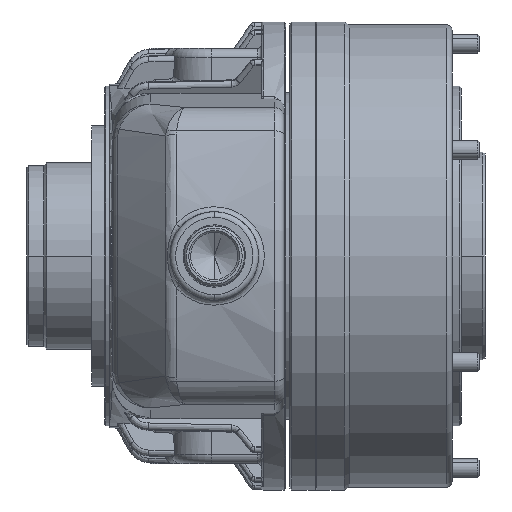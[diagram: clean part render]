
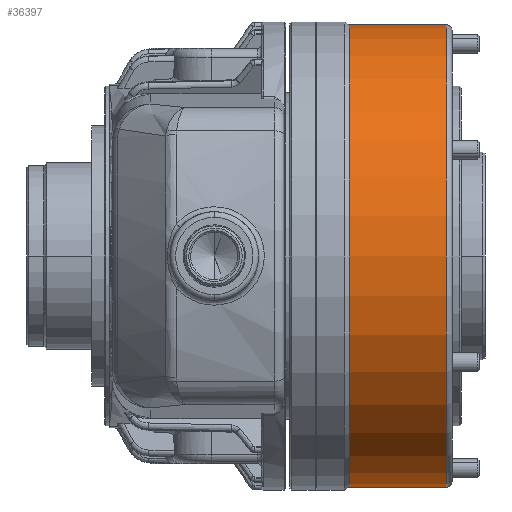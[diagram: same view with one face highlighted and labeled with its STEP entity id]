
A CAD part, front view. The second image highlights one B-rep face of the part: STEP entity #36397.
In plain terms, the highlighted cylindrical face has radius 122.5 mm (diameter 245 mm), a partial arc.
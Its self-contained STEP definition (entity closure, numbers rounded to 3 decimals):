
#712 = EDGE_CURVE ( 'NONE', #43642, #12725, #10429, .T. ) ;
#982 = LINE ( 'NONE', #18830, #28040 ) ;
#998 = CARTESIAN_POINT ( 'NONE',  ( 69., 0., 122.5 ) ) ;
#1445 = DIRECTION ( 'NONE',  ( 1., 0., 0. ) ) ;
#2075 = CARTESIAN_POINT ( 'NONE',  ( 107.366, 0., 122.5 ) ) ;
#4401 = DIRECTION ( 'NONE',  ( 1., 0., 0. ) ) ;
#4409 = FACE_OUTER_BOUND ( 'NONE', #16452, .T. ) ;
#4679 = DIRECTION ( 'NONE',  ( 1., 0., 0. ) ) ;
#4949 = EDGE_CURVE ( 'NONE', #26310, #8173, #26238, .T. ) ;
#8106 = CARTESIAN_POINT ( 'NONE',  ( 107.366, 0., 0. ) ) ;
#8173 = VERTEX_POINT ( 'NONE', #34773 ) ;
#10429 = CIRCLE ( 'NONE', #16390, 122.5 ) ;
#11619 = DIRECTION ( 'NONE',  ( 0., 0., -1. ) ) ;
#12402 = CARTESIAN_POINT ( 'NONE',  ( 69., 0., 0. ) ) ;
#12725 = VERTEX_POINT ( 'NONE', #34313 ) ;
#14079 = ORIENTED_EDGE ( 'NONE', *, *, #712, .T. ) ;
#15948 = DIRECTION ( 'NONE',  ( 0., 0., -1. ) ) ;
#16390 = AXIS2_PLACEMENT_3D ( 'NONE', #22564, #1445, #26112 ) ;
#16452 = EDGE_LOOP ( 'NONE', ( #14079, #37441, #18764, #31298 ) ) ;
#17746 = VECTOR ( 'NONE', #19494, 1000. ) ;
#18764 = ORIENTED_EDGE ( 'NONE', *, *, #4949, .T. ) ;
#18830 = CARTESIAN_POINT ( 'NONE',  ( 107.366, 0., -122.5 ) ) ;
#19418 = CARTESIAN_POINT ( 'NONE',  ( 17.598, 0., -122.5 ) ) ;
#19494 = DIRECTION ( 'NONE',  ( 1., 0., 0. ) ) ;
#22564 = CARTESIAN_POINT ( 'NONE',  ( 17.598, 0., 0. ) ) ;
#25654 = AXIS2_PLACEMENT_3D ( 'NONE', #8106, #4401, #11619 ) ;
#26112 = DIRECTION ( 'NONE',  ( 0., 0., -1. ) ) ;
#26238 = CIRCLE ( 'NONE', #30795, 122.5 ) ;
#26310 = VERTEX_POINT ( 'NONE', #998 ) ;
#28040 = VECTOR ( 'NONE', #4679, 1000. ) ;
#29385 = LINE ( 'NONE', #2075, #17746 ) ;
#30795 = AXIS2_PLACEMENT_3D ( 'NONE', #12402, #37149, #15948 ) ;
#31298 = ORIENTED_EDGE ( 'NONE', *, *, #37863, .F. ) ;
#31875 = EDGE_CURVE ( 'NONE', #12725, #26310, #29385, .T. ) ;
#34313 = CARTESIAN_POINT ( 'NONE',  ( 17.598, 0., 122.5 ) ) ;
#34773 = CARTESIAN_POINT ( 'NONE',  ( 69., 0., -122.5 ) ) ;
#36397 = ADVANCED_FACE ( 'NONE', ( #4409 ), #37525, .T. ) ;
#37149 = DIRECTION ( 'NONE',  ( -1., 0., 0. ) ) ;
#37441 = ORIENTED_EDGE ( 'NONE', *, *, #31875, .T. ) ;
#37525 = CYLINDRICAL_SURFACE ( 'NONE', #25654, 122.5 ) ;
#37863 = EDGE_CURVE ( 'NONE', #43642, #8173, #982, .T. ) ;
#43642 = VERTEX_POINT ( 'NONE', #19418 ) ;
